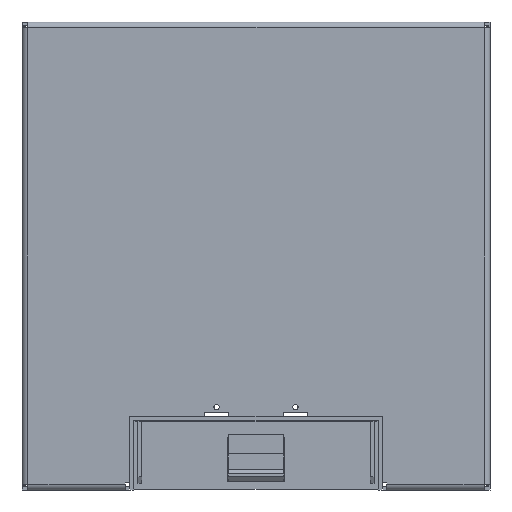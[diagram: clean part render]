
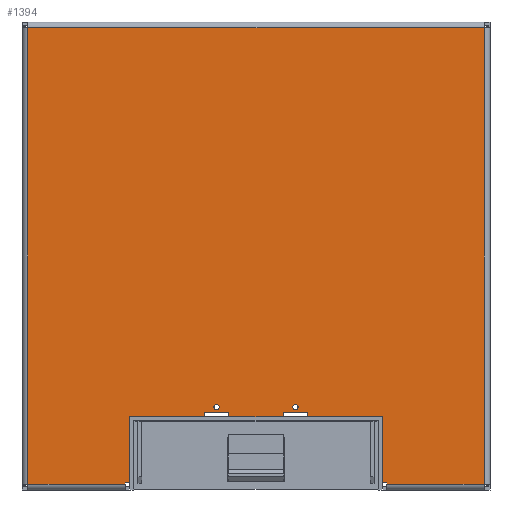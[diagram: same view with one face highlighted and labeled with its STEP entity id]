
A CAD part, front view. The second image highlights one B-rep face of the part: STEP entity #1394.
In plain terms, the highlighted planar face has unit normal (0, -1, 0).
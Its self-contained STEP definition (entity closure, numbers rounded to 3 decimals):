
#331=DIRECTION('',(-1.,0.,0.));
#332=VECTOR('',#331,27.6);
#333=CARTESIAN_POINT('',(13.8,0.,-81.3));
#334=LINE('',#333,#332);
#335=DIRECTION('',(-1.,0.,0.));
#336=VECTOR('',#335,37.95);
#337=CARTESIAN_POINT('',(-26.2,0.,-81.3));
#338=LINE('',#337,#336);
#339=DIRECTION('',(0.,0.,-1.));
#340=VECTOR('',#339,33.2);
#341=CARTESIAN_POINT('',(-64.15,0.,-81.3));
#342=LINE('',#341,#340);
#343=DIRECTION('',(0.,0.,-1.));
#344=VECTOR('',#343,1.);
#345=CARTESIAN_POINT('',(-66.2,0.,-114.5));
#346=LINE('',#345,#344);
#347=DIRECTION('',(-1.,0.,0.));
#348=VECTOR('',#347,37.95);
#349=CARTESIAN_POINT('',(64.15,0.,-81.3));
#350=LINE('',#349,#348);
#351=CARTESIAN_POINT('',(-20.,0.,-76.5));
#352=DIRECTION('',(0.,-1.,0.));
#353=DIRECTION('',(-1.,0.,0.));
#354=AXIS2_PLACEMENT_3D('',#351,#352,#353);
#356=CARTESIAN_POINT('',(-20.,0.,-76.5));
#357=DIRECTION('',(0.,-1.,0.));
#358=DIRECTION('',(1.,0.,0.));
#359=AXIS2_PLACEMENT_3D('',#356,#357,#358);
#361=CARTESIAN_POINT('',(20.,0.,-76.5));
#362=DIRECTION('',(0.,-1.,0.));
#363=DIRECTION('',(-1.,0.,0.));
#364=AXIS2_PLACEMENT_3D('',#361,#362,#363);
#366=CARTESIAN_POINT('',(20.,0.,-76.5));
#367=DIRECTION('',(0.,-1.,0.));
#368=DIRECTION('',(1.,0.,0.));
#369=AXIS2_PLACEMENT_3D('',#366,#367,#368);
#371=DIRECTION('',(0.,0.,-1.));
#372=VECTOR('',#371,2.2);
#373=CARTESIAN_POINT('',(26.2,0.,-79.1));
#374=LINE('',#373,#372);
#391=DIRECTION('',(0.,0.,-1.));
#392=VECTOR('',#391,33.2);
#393=CARTESIAN_POINT('',(64.15,0.,-81.3));
#394=LINE('',#393,#392);
#395=DIRECTION('',(1.,0.,0.));
#396=VECTOR('',#395,2.05);
#397=CARTESIAN_POINT('',(64.15,0.,-114.5));
#398=LINE('',#397,#396);
#403=DIRECTION('',(0.,0.,-1.));
#404=VECTOR('',#403,1.);
#405=CARTESIAN_POINT('',(66.2,0.,-114.5));
#406=LINE('',#405,#404);
#425=DIRECTION('',(1.,0.,0.));
#426=VECTOR('',#425,49.3);
#427=CARTESIAN_POINT('',(66.2,0.,-115.5));
#428=LINE('',#427,#426);
#465=DIRECTION('',(0.,0.,1.));
#466=VECTOR('',#465,231.);
#467=CARTESIAN_POINT('',(115.5,0.,-115.5));
#468=LINE('',#467,#466);
#671=DIRECTION('',(-1.,0.,0.));
#672=VECTOR('',#671,231.);
#673=CARTESIAN_POINT('',(115.5,0.,115.5));
#674=LINE('',#673,#672);
#767=DIRECTION('',(0.,0.,-1.));
#768=VECTOR('',#767,231.);
#769=CARTESIAN_POINT('',(-115.5,0.,115.5));
#770=LINE('',#769,#768);
#839=DIRECTION('',(1.,0.,0.));
#840=VECTOR('',#839,49.3);
#841=CARTESIAN_POINT('',(-115.5,0.,-115.5));
#842=LINE('',#841,#840);
#865=DIRECTION('',(1.,0.,0.));
#866=VECTOR('',#865,2.05);
#867=CARTESIAN_POINT('',(-66.2,0.,-114.5));
#868=LINE('',#867,#866);
#889=DIRECTION('',(0.,0.,1.));
#890=VECTOR('',#889,2.2);
#891=CARTESIAN_POINT('',(-26.2,0.,-81.3));
#892=LINE('',#891,#890);
#897=DIRECTION('',(1.,0.,0.));
#898=VECTOR('',#897,12.4);
#899=CARTESIAN_POINT('',(-26.2,0.,-79.1));
#900=LINE('',#899,#898);
#905=DIRECTION('',(0.,0.,-1.));
#906=VECTOR('',#905,2.2);
#907=CARTESIAN_POINT('',(-13.8,0.,-79.1));
#908=LINE('',#907,#906);
#921=DIRECTION('',(0.,0.,1.));
#922=VECTOR('',#921,2.2);
#923=CARTESIAN_POINT('',(13.8,0.,-81.3));
#924=LINE('',#923,#922);
#929=DIRECTION('',(1.,0.,0.));
#930=VECTOR('',#929,12.4);
#931=CARTESIAN_POINT('',(13.8,0.,-79.1));
#932=LINE('',#931,#930);
#1111=CARTESIAN_POINT('',(26.2,0.,-79.1));
#1112=CARTESIAN_POINT('',(26.2,0.,-81.3));
#1113=VERTEX_POINT('',#1111);
#1114=VERTEX_POINT('',#1112);
#1115=CARTESIAN_POINT('',(13.8,0.,-79.1));
#1116=VERTEX_POINT('',#1115);
#1117=CARTESIAN_POINT('',(13.8,0.,-81.3));
#1118=VERTEX_POINT('',#1117);
#1119=CARTESIAN_POINT('',(-13.8,0.,-81.3));
#1120=VERTEX_POINT('',#1119);
#1121=CARTESIAN_POINT('',(-13.8,0.,-79.1));
#1122=VERTEX_POINT('',#1121);
#1123=CARTESIAN_POINT('',(-26.2,0.,-79.1));
#1124=VERTEX_POINT('',#1123);
#1125=CARTESIAN_POINT('',(-26.2,0.,-81.3));
#1126=VERTEX_POINT('',#1125);
#1127=CARTESIAN_POINT('',(-64.15,0.,-81.3));
#1128=VERTEX_POINT('',#1127);
#1129=CARTESIAN_POINT('',(-64.15,0.,-114.5));
#1130=VERTEX_POINT('',#1129);
#1131=CARTESIAN_POINT('',(-66.2,0.,-114.5));
#1132=VERTEX_POINT('',#1131);
#1133=CARTESIAN_POINT('',(-66.2,0.,-115.5));
#1134=VERTEX_POINT('',#1133);
#1135=CARTESIAN_POINT('',(-115.5,0.,-115.5));
#1136=VERTEX_POINT('',#1135);
#1137=CARTESIAN_POINT('',(-115.5,0.,115.5));
#1138=VERTEX_POINT('',#1137);
#1139=CARTESIAN_POINT('',(115.5,0.,115.5));
#1140=VERTEX_POINT('',#1139);
#1141=CARTESIAN_POINT('',(115.5,0.,-115.5));
#1142=VERTEX_POINT('',#1141);
#1143=CARTESIAN_POINT('',(66.2,0.,-115.5));
#1144=VERTEX_POINT('',#1143);
#1145=CARTESIAN_POINT('',(66.2,0.,-114.5));
#1146=VERTEX_POINT('',#1145);
#1147=CARTESIAN_POINT('',(64.15,0.,-114.5));
#1148=VERTEX_POINT('',#1147);
#1149=CARTESIAN_POINT('',(64.15,0.,-81.3));
#1150=VERTEX_POINT('',#1149);
#1151=CARTESIAN_POINT('',(-21.35,0.,-76.5));
#1152=CARTESIAN_POINT('',(-18.65,0.,-76.5));
#1153=VERTEX_POINT('',#1151);
#1154=VERTEX_POINT('',#1152);
#1155=CARTESIAN_POINT('',(18.65,0.,-76.5));
#1156=CARTESIAN_POINT('',(21.35,0.,-76.5));
#1157=VERTEX_POINT('',#1155);
#1158=VERTEX_POINT('',#1156);
#1335=CARTESIAN_POINT('',(0.,0.,0.));
#1336=DIRECTION('',(0.,1.,0.));
#1337=DIRECTION('',(1.,0.,0.));
#1338=AXIS2_PLACEMENT_3D('',#1335,#1336,#1337);
#1339=PLANE('',#1338);
#1341=ORIENTED_EDGE('',*,*,#1340,.F.);
#1343=ORIENTED_EDGE('',*,*,#1342,.F.);
#1345=ORIENTED_EDGE('',*,*,#1344,.F.);
#1347=ORIENTED_EDGE('',*,*,#1346,.T.);
#1349=ORIENTED_EDGE('',*,*,#1348,.F.);
#1351=ORIENTED_EDGE('',*,*,#1350,.F.);
#1353=ORIENTED_EDGE('',*,*,#1352,.F.);
#1355=ORIENTED_EDGE('',*,*,#1354,.T.);
#1357=ORIENTED_EDGE('',*,*,#1356,.T.);
#1359=ORIENTED_EDGE('',*,*,#1358,.F.);
#1361=ORIENTED_EDGE('',*,*,#1360,.T.);
#1363=ORIENTED_EDGE('',*,*,#1362,.F.);
#1365=ORIENTED_EDGE('',*,*,#1364,.F.);
#1367=ORIENTED_EDGE('',*,*,#1366,.F.);
#1369=ORIENTED_EDGE('',*,*,#1368,.F.);
#1371=ORIENTED_EDGE('',*,*,#1370,.F.);
#1373=ORIENTED_EDGE('',*,*,#1372,.F.);
#1375=ORIENTED_EDGE('',*,*,#1374,.F.);
#1377=ORIENTED_EDGE('',*,*,#1376,.F.);
#1379=ORIENTED_EDGE('',*,*,#1378,.T.);
#1380=EDGE_LOOP('',(#1341,#1343,#1345,#1347,#1349,#1351,#1353,#1355,#1357,#1359,
#1361,#1363,#1365,#1367,#1369,#1371,#1373,#1375,#1377,#1379));
#1381=FACE_OUTER_BOUND('',#1380,.F.);
#1383=ORIENTED_EDGE('',*,*,#1382,.T.);
#1385=ORIENTED_EDGE('',*,*,#1384,.T.);
#1386=EDGE_LOOP('',(#1383,#1385));
#1387=FACE_BOUND('',#1386,.F.);
#1389=ORIENTED_EDGE('',*,*,#1388,.T.);
#1391=ORIENTED_EDGE('',*,*,#1390,.T.);
#1392=EDGE_LOOP('',(#1389,#1391));
#1393=FACE_BOUND('',#1392,.F.);
#355=CIRCLE('',#354,1.35);
#360=CIRCLE('',#359,1.35);
#365=CIRCLE('',#364,1.35);
#370=CIRCLE('',#369,1.35);
#1340=EDGE_CURVE('',#1113,#1114,#374,.T.);
#1342=EDGE_CURVE('',#1116,#1113,#932,.T.);
#1344=EDGE_CURVE('',#1118,#1116,#924,.T.);
#1346=EDGE_CURVE('',#1118,#1120,#334,.T.);
#1348=EDGE_CURVE('',#1122,#1120,#908,.T.);
#1350=EDGE_CURVE('',#1124,#1122,#900,.T.);
#1352=EDGE_CURVE('',#1126,#1124,#892,.T.);
#1354=EDGE_CURVE('',#1126,#1128,#338,.T.);
#1356=EDGE_CURVE('',#1128,#1130,#342,.T.);
#1358=EDGE_CURVE('',#1132,#1130,#868,.T.);
#1360=EDGE_CURVE('',#1132,#1134,#346,.T.);
#1362=EDGE_CURVE('',#1136,#1134,#842,.T.);
#1364=EDGE_CURVE('',#1138,#1136,#770,.T.);
#1366=EDGE_CURVE('',#1140,#1138,#674,.T.);
#1368=EDGE_CURVE('',#1142,#1140,#468,.T.);
#1370=EDGE_CURVE('',#1144,#1142,#428,.T.);
#1372=EDGE_CURVE('',#1146,#1144,#406,.T.);
#1374=EDGE_CURVE('',#1148,#1146,#398,.T.);
#1376=EDGE_CURVE('',#1150,#1148,#394,.T.);
#1378=EDGE_CURVE('',#1150,#1114,#350,.T.);
#1382=EDGE_CURVE('',#1153,#1154,#355,.T.);
#1384=EDGE_CURVE('',#1154,#1153,#360,.T.);
#1388=EDGE_CURVE('',#1157,#1158,#365,.T.);
#1390=EDGE_CURVE('',#1158,#1157,#370,.T.);
#1394=ADVANCED_FACE('',(#1381,#1387,#1393),#1339,.F.);
